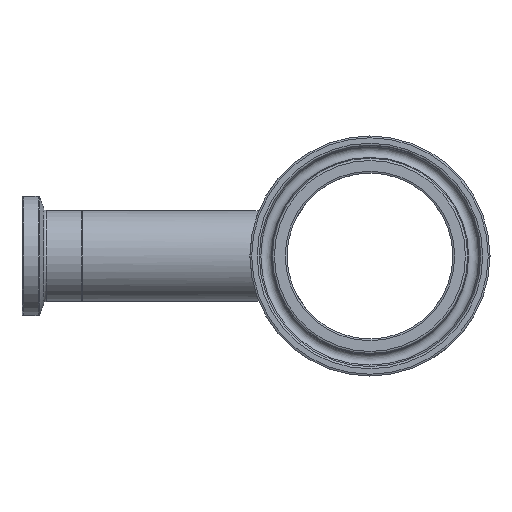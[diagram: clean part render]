
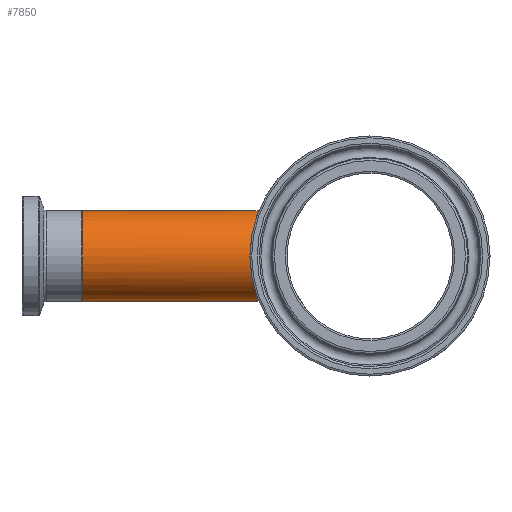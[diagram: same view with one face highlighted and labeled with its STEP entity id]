
A CAD part, left-side view. The second image highlights one B-rep face of the part: STEP entity #7850.
In plain terms, the highlighted cylindrical face has radius 9.525 mm (diameter 19.05 mm), a full revolution.
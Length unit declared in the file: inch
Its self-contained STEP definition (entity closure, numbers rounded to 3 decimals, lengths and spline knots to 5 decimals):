
#141=FACE_BOUND('',#1448,.T.);
#958=FACE_OUTER_BOUND('',#1447,.T.);
#1447=EDGE_LOOP('',(#7192));
#1448=EDGE_LOOP('',(#7193));
#2748=CIRCLE('',#8319,0.375);
#3156=B_SPLINE_CURVE_WITH_KNOTS('',3,(#16874,#16875,#16876,#16877,#16878,
#16879,#16880,#16881,#16882,#16883,#16884,#16885,#16886,#16887,#16888,#16889,
#16890,#16891),.UNSPECIFIED.,.T.,.F.,(4,1,1,1,1,1,1,1,1,1,1,1,1,1,1,4),
(0.,0.41844,0.83687,1.25531,1.67375,
2.09218,2.51062,2.78958,3.06853,3.34749,
3.62645,4.18437,4.6028,5.02124,5.43968,
5.85811),.UNSPECIFIED.);
#3874=VERTEX_POINT('',#16780);
#3875=VERTEX_POINT('',#16872);
#4999=EDGE_CURVE('',#3874,#3874,#2748,.T.);
#5001=EDGE_CURVE('',#3875,#3875,#3156,.T.);
#7192=ORIENTED_EDGE('',*,*,#4999,.T.);
#7193=ORIENTED_EDGE('',*,*,#5001,.F.);
#7343=CYLINDRICAL_SURFACE('',#8321,0.375);
#7850=ADVANCED_FACE('',(#958,#141),#7343,.T.);
#8319=AXIS2_PLACEMENT_3D('',#16781,#9774,#9775);
#8321=AXIS2_PLACEMENT_3D('',#16892,#9778,#9779);
#9774=DIRECTION('center_axis',(0.,-1.,0.));
#9775=DIRECTION('ref_axis',(1.,0.,0.));
#9778=DIRECTION('center_axis',(0.,-1.,0.));
#9779=DIRECTION('ref_axis',(1.,0.,0.));
#16780=CARTESIAN_POINT('',(-0.375,2.375,0.));
#16781=CARTESIAN_POINT('Origin',(0.,2.375,0.));
#16872=CARTESIAN_POINT('',(0.,0.68465,0.375));
#16874=CARTESIAN_POINT('Ctrl Pts',(0.,0.68455,
0.37506));
#16875=CARTESIAN_POINT('Ctrl Pts',(-0.05706,0.68455,
0.37506));
#16876=CARTESIAN_POINT('Ctrl Pts',(-0.17116,0.70616,
0.34776));
#16877=CARTESIAN_POINT('Ctrl Pts',(-0.30121,0.76734,
0.24298));
#16878=CARTESIAN_POINT('Ctrl Pts',(-0.37813,0.81426,
0.08905));
#16879=CARTESIAN_POINT('Ctrl Pts',(-0.37804,0.81436,
-0.08909));
#16880=CARTESIAN_POINT('Ctrl Pts',(-0.30142,0.76722,
-0.24294));
#16881=CARTESIAN_POINT('Ctrl Pts',(-0.18523,0.71315,
-0.33606));
#16882=CARTESIAN_POINT('Ctrl Pts',(-0.05825,0.68365,
-0.3764));
#16883=CARTESIAN_POINT('Ctrl Pts',(0.05825,0.68363,
-0.37647));
#16884=CARTESIAN_POINT('Ctrl Pts',(0.16713,0.70886,-0.34174));
#16885=CARTESIAN_POINT('Ctrl Pts',(0.28888,0.75915,-0.25837));
#16886=CARTESIAN_POINT('Ctrl Pts',(0.37794,0.8145,
-0.10903));
#16887=CARTESIAN_POINT('Ctrl Pts',(0.3782,0.81424,
0.08914));
#16888=CARTESIAN_POINT('Ctrl Pts',(0.30114,0.76734,
0.24288));
#16889=CARTESIAN_POINT('Ctrl Pts',(0.17119,0.70616,0.34779));
#16890=CARTESIAN_POINT('Ctrl Pts',(0.05706,0.68455,
0.37507));
#16891=CARTESIAN_POINT('Ctrl Pts',(0.,0.68455,
0.37506));
#16892=CARTESIAN_POINT('Origin',(0.,2.375,0.));
